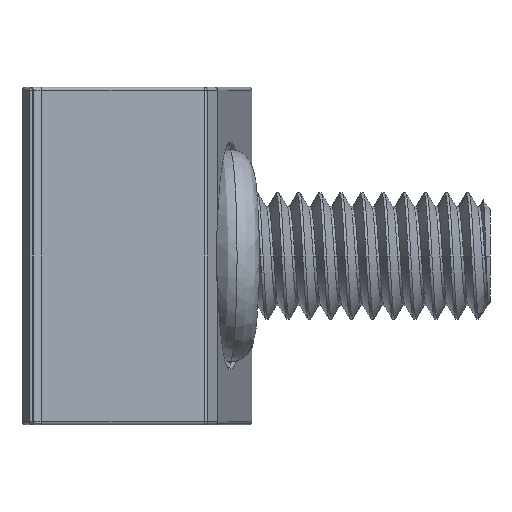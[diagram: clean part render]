
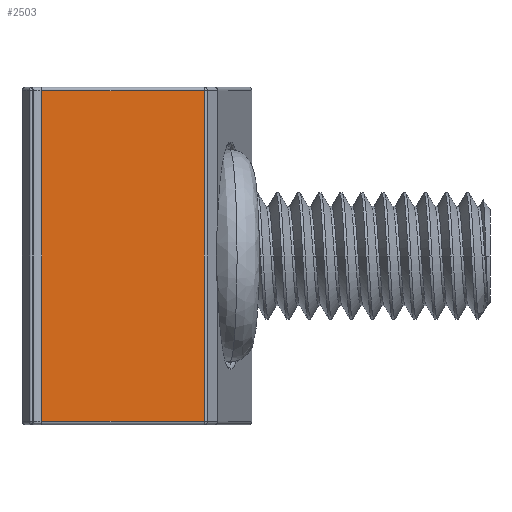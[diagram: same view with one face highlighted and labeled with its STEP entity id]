
A CAD part, left-side view. The second image highlights one B-rep face of the part: STEP entity #2503.
In plain terms, the highlighted planar face has unit normal (-0.999, -0.035, 0).
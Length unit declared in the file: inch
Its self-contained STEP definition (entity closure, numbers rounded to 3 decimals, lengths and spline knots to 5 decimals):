
#15 = VERTEX_POINT ( 'NONE', #5868 ) ;
#227 = LINE ( 'NONE', #9589, #2745 ) ;
#252 = VERTEX_POINT ( 'NONE', #4735 ) ;
#865 = EDGE_CURVE ( 'NONE', #15, #7759, #6657, .T. ) ;
#899 = AXIS2_PLACEMENT_3D ( 'NONE', #7346, #1050, #4910 ) ;
#1032 = CARTESIAN_POINT ( 'NONE',  ( 0.08211, -0.06248, 0.49 ) ) ;
#1050 = DIRECTION ( 'NONE',  ( -0.999, -0.035, 0. ) ) ;
#1055 = DIRECTION ( 'NONE',  ( -0.035, 0.999, 0. ) ) ;
#1558 = ORIENTED_EDGE ( 'NONE', *, *, #865, .T. ) ;
#1868 = VECTOR ( 'NONE', #3000, 39.37008 ) ;
#2194 = LINE ( 'NONE', #6050, #1868 ) ;
#2503 = ADVANCED_FACE ( 'NONE', ( #7770 ), #6208, .T. ) ;
#2745 = VECTOR ( 'NONE', #1055, 39.37008 ) ;
#2772 = ORIENTED_EDGE ( 'NONE', *, *, #5856, .F. ) ;
#3000 = DIRECTION ( 'NONE',  ( 0., 0., -1. ) ) ;
#3161 = EDGE_CURVE ( 'NONE', #4895, #15, #6642, .T. ) ;
#4462 = VECTOR ( 'NONE', #8195, 39.37008 ) ;
#4735 = CARTESIAN_POINT ( 'NONE',  ( 0.08211, -0.06248, -0.49 ) ) ;
#4895 = VERTEX_POINT ( 'NONE', #5212 ) ;
#4910 = DIRECTION ( 'NONE',  ( 0.035, -0.999, 0. ) ) ;
#5212 = CARTESIAN_POINT ( 'NONE',  ( 0.09894, -0.54453, -0.49 ) ) ;
#5656 = EDGE_CURVE ( 'NONE', #7759, #252, #2194, .T. ) ;
#5816 = CARTESIAN_POINT ( 'NONE',  ( 0.09894, -0.54453, -0.5 ) ) ;
#5856 = EDGE_CURVE ( 'NONE', #4895, #252, #227, .T. ) ;
#5868 = CARTESIAN_POINT ( 'NONE',  ( 0.09894, -0.54453, 0.49 ) ) ;
#6050 = CARTESIAN_POINT ( 'NONE',  ( 0.08211, -0.06248, -0.5 ) ) ;
#6208 = PLANE ( 'NONE',  #899 ) ;
#6465 = ORIENTED_EDGE ( 'NONE', *, *, #5656, .T. ) ;
#6642 = LINE ( 'NONE', #5816, #4462 ) ;
#6657 = LINE ( 'NONE', #8307, #7972 ) ;
#7346 = CARTESIAN_POINT ( 'NONE',  ( 0.08447, -0.13, -0.5 ) ) ;
#7447 = ORIENTED_EDGE ( 'NONE', *, *, #3161, .T. ) ;
#7759 = VERTEX_POINT ( 'NONE', #1032 ) ;
#7770 = FACE_OUTER_BOUND ( 'NONE', #8050, .T. ) ;
#7972 = VECTOR ( 'NONE', #9064, 39.37008 ) ;
#8050 = EDGE_LOOP ( 'NONE', ( #7447, #1558, #6465, #2772 ) ) ;
#8195 = DIRECTION ( 'NONE',  ( 0., 0., 1. ) ) ;
#8307 = CARTESIAN_POINT ( 'NONE',  ( 0.08447, -0.13, 0.49 ) ) ;
#9064 = DIRECTION ( 'NONE',  ( -0.035, 0.999, 0. ) ) ;
#9589 = CARTESIAN_POINT ( 'NONE',  ( 0.08447, -0.13, -0.49 ) ) ;
